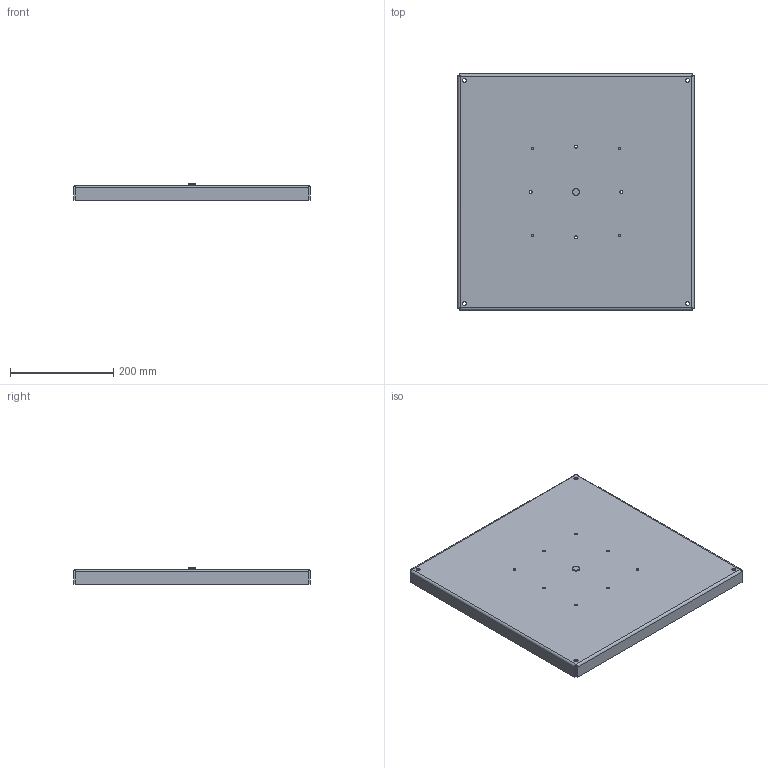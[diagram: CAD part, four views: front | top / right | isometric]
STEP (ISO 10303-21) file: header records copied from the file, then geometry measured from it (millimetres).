
FILE_DESCRIPTION (( 'STEP AP203' ), '1' );
FILE_NAME ('1495XK_Default.step', '2019-11-12T20:44:14', ( '' ), ( '' ), 'SwSTEP 2.0', 'SolidWorks 2019', '' );
FILE_SCHEMA (( 'CONFIG_CONTROL_DESIGN' ));
Length unit declared in the file: inch
Products named in the file (1): 1495XK_Default
Bounding box: 457.2 x 457.2 x 31.4 mm (x, y, z)
Volume: 993552.9 mm3; surface area: 680137.5 mm2
Topology: 23 solids, 23 shells, 374 faces, 812 edges, 493 vertices
Faces by surface type: plane 137, cylinder 106, cone 85, bspline 46
Entity records: 11188 total; most frequent: CARTESIAN_POINT 3150, DIRECTION 1645, ORIENTED_EDGE 1624, EDGE_CURVE 812, AXIS2_PLACEMENT_3D 668, VERTEX_POINT 493, EDGE_LOOP 433, FACE_OUTER_BOUND 374
